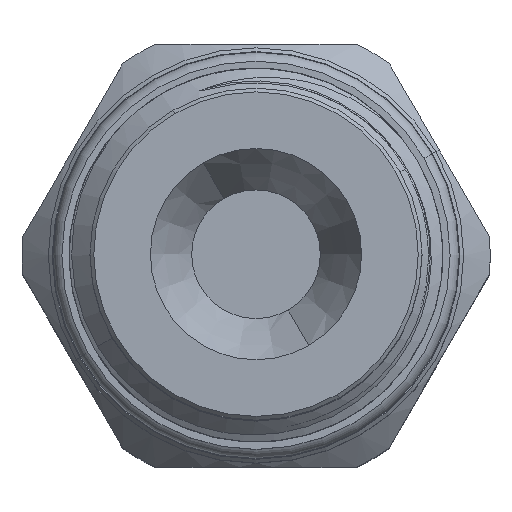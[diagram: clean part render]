
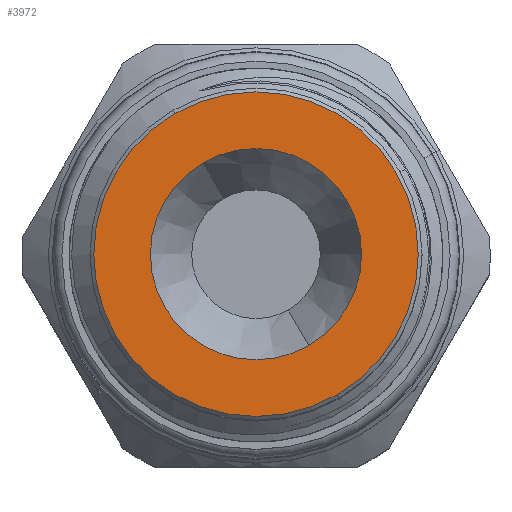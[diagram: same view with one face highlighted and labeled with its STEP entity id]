
A CAD part, top view. The second image highlights one B-rep face of the part: STEP entity #3972.
In plain terms, the highlighted planar face has unit normal (0, 0, 1).
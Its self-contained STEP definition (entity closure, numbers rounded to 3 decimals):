
#111 = DIRECTION ( 'NONE',  ( 0.5, -0.866, 0. ) ) ;
#204 = FACE_BOUND ( 'NONE', #7250, .T. ) ;
#411 = DIRECTION ( 'NONE',  ( 0.5, -0.866, 0. ) ) ;
#740 = DIRECTION ( 'NONE',  ( 0.5, -0.866, 0. ) ) ;
#828 = AXIS2_PLACEMENT_3D ( 'NONE', #8139, #1887, #740 ) ;
#874 = EDGE_CURVE ( 'NONE', #6651, #4496, #6949, .T. ) ;
#885 = DIRECTION ( 'NONE',  ( 0., 0., 1. ) ) ;
#936 = CIRCLE ( 'NONE', #828, 8.525 ) ;
#987 = DIRECTION ( 'NONE',  ( 0.5, -0.866, 0. ) ) ;
#1687 = DIRECTION ( 'NONE',  ( 0., 0., 1. ) ) ;
#1709 = DIRECTION ( 'NONE',  ( 0., 0., 1. ) ) ;
#1887 = DIRECTION ( 'NONE',  ( 0., 0., 1. ) ) ;
#2498 = ORIENTED_EDGE ( 'NONE', *, *, #874, .F. ) ;
#3134 = CIRCLE ( 'NONE', #9206, 5.55 ) ;
#3170 = CARTESIAN_POINT ( 'NONE',  ( -2.775, 4.806, 45.13 ) ) ;
#3173 = CIRCLE ( 'NONE', #3930, 8.525 ) ;
#3195 = AXIS2_PLACEMENT_3D ( 'NONE', #9420, #885, #987 ) ;
#3210 = CARTESIAN_POINT ( 'NONE',  ( 0., 0., 45.13 ) ) ;
#3320 = CARTESIAN_POINT ( 'NONE',  ( 0., 0., 45.13 ) ) ;
#3373 = EDGE_CURVE ( 'NONE', #6904, #7973, #936, .T. ) ;
#3930 = AXIS2_PLACEMENT_3D ( 'NONE', #4883, #1687, #4850 ) ;
#3971 = PLANE ( 'NONE',  #3195 ) ;
#3972 = ADVANCED_FACE ( 'NONE', ( #4161, #204 ), #3971, .T. ) ;
#4161 = FACE_OUTER_BOUND ( 'NONE', #8083, .T. ) ;
#4459 = CARTESIAN_POINT ( 'NONE',  ( -4.263, 7.383, 45.13 ) ) ;
#4496 = VERTEX_POINT ( 'NONE', #5400 ) ;
#4850 = DIRECTION ( 'NONE',  ( 0.5, -0.866, 0. ) ) ;
#4883 = CARTESIAN_POINT ( 'NONE',  ( 0., 0., 45.13 ) ) ;
#5400 = CARTESIAN_POINT ( 'NONE',  ( 2.775, -4.806, 45.13 ) ) ;
#5444 = EDGE_CURVE ( 'NONE', #7973, #6904, #3173, .T. ) ;
#6005 = ORIENTED_EDGE ( 'NONE', *, *, #3373, .T. ) ;
#6575 = ORIENTED_EDGE ( 'NONE', *, *, #9183, .F. ) ;
#6651 = VERTEX_POINT ( 'NONE', #3170 ) ;
#6904 = VERTEX_POINT ( 'NONE', #7491 ) ;
#6949 = CIRCLE ( 'NONE', #9102, 5.55 ) ;
#7250 = EDGE_LOOP ( 'NONE', ( #6575, #2498 ) ) ;
#7491 = CARTESIAN_POINT ( 'NONE',  ( 4.263, -7.383, 45.13 ) ) ;
#7640 = ORIENTED_EDGE ( 'NONE', *, *, #5444, .T. ) ;
#7973 = VERTEX_POINT ( 'NONE', #4459 ) ;
#8083 = EDGE_LOOP ( 'NONE', ( #7640, #6005 ) ) ;
#8139 = CARTESIAN_POINT ( 'NONE',  ( 0., 0., 45.13 ) ) ;
#8827 = DIRECTION ( 'NONE',  ( 0., 0., 1. ) ) ;
#9102 = AXIS2_PLACEMENT_3D ( 'NONE', #3210, #1709, #111 ) ;
#9183 = EDGE_CURVE ( 'NONE', #4496, #6651, #3134, .T. ) ;
#9206 = AXIS2_PLACEMENT_3D ( 'NONE', #3320, #8827, #411 ) ;
#9420 = CARTESIAN_POINT ( 'NONE',  ( 4.806, 2.775, 45.13 ) ) ;
